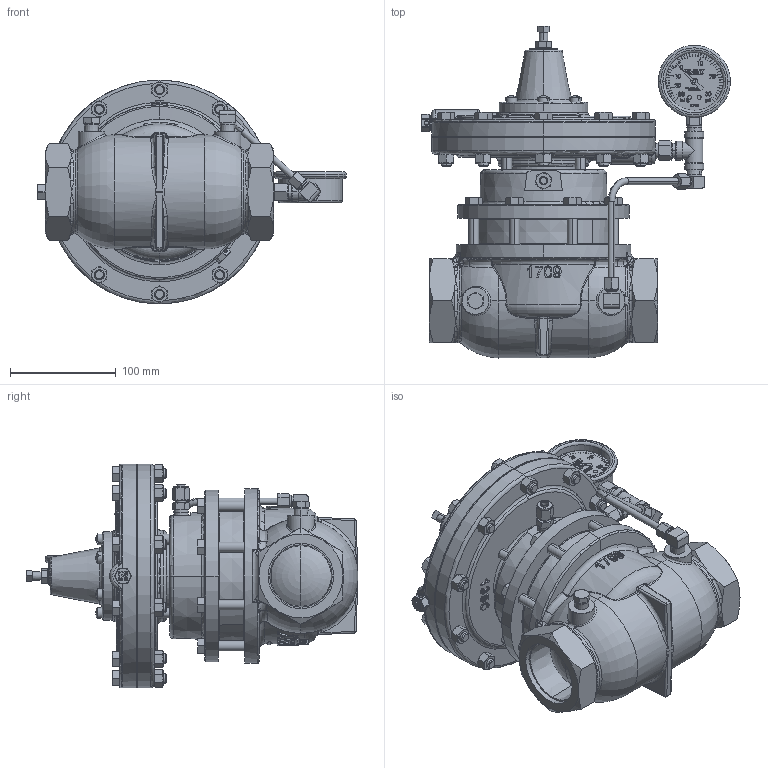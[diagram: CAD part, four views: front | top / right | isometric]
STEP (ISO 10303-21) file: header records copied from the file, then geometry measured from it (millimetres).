
FILE_DESCRIPTION (( 'STEP AP203' ), '1' );
FILE_NAME ('2 INCH 202 SGT OBPA (AAI20).STEP', '2017-08-21T13:51:37', ( '' ), ( '' ), 'SwSTEP 2.0', 'SolidWorks 2016', '' );
FILE_SCHEMA (( 'CONFIG_CONTROL_DESIGN' ));
Length unit declared in the file: inch
Products named in the file (1): 2 INCH 202 SGT OBPA (AAI20)
Bounding box: 292.06 x 313.98 x 211.72 mm (x, y, z)
Volume: 4468214.3 mm3; surface area: 314326.7 mm2
Topology: 1 solids, 1 shells, 3933 faces, 9935 edges, 6089 vertices
Faces by surface type: plane 1656, bspline 903, cylinder 585, cone 426, torus 219, sphere 144
Entity records: 179944 total; most frequent: CARTESIAN_POINT 92698, ORIENTED_EDGE 19534, DIRECTION 15896, EDGE_CURVE 9767, VERTEX_POINT 6089, AXIS2_PLACEMENT_3D 5646, LINE 4604, VECTOR 4604
